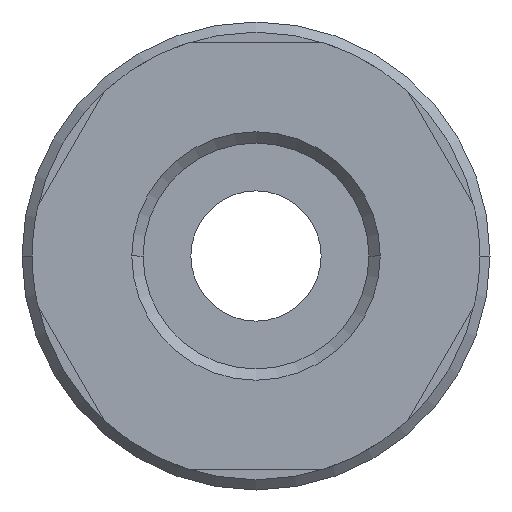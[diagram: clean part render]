
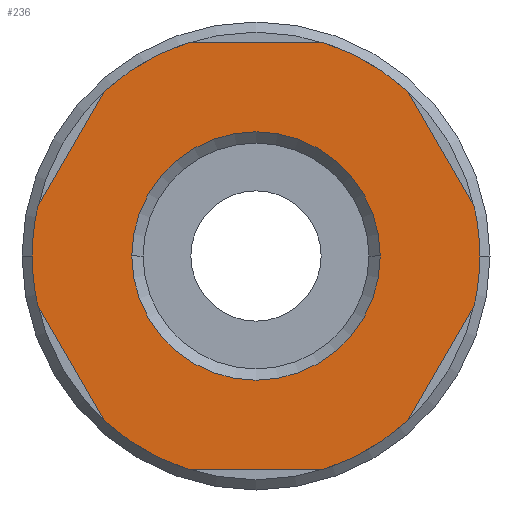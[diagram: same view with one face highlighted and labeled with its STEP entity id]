
A CAD part, front view. The second image highlights one B-rep face of the part: STEP entity #236.
In plain terms, the highlighted planar face has unit normal (0, -1, 0).
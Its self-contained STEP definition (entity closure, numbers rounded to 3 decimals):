
#236=ADVANCED_FACE('',(#522,#523),#524,.T.);
#522=FACE_BOUND('',#861,.T.);
#523=FACE_OUTER_BOUND('',#862,.T.);
#524=PLANE('',#863);
#861=EDGE_LOOP('',(#1465,#1466));
#862=EDGE_LOOP('',(#1467,#1468,#1469,#1470,#1471,#1472,#1473,#1474,#1475,#1476,#1477,#1478,#1479,#1480));
#863=AXIS2_PLACEMENT_3D('',#1481,#1482,#1483);
#1465=ORIENTED_EDGE('',*,*,#2137,.T.);
#1466=ORIENTED_EDGE('',*,*,#1914,.T.);
#1467=ORIENTED_EDGE('',*,*,#2138,.T.);
#1468=ORIENTED_EDGE('',*,*,#2064,.F.);
#1469=ORIENTED_EDGE('',*,*,#2041,.T.);
#1470=ORIENTED_EDGE('',*,*,#1970,.F.);
#1471=ORIENTED_EDGE('',*,*,#1917,.T.);
#1472=ORIENTED_EDGE('',*,*,#2139,.F.);
#1473=ORIENTED_EDGE('',*,*,#2140,.F.);
#1474=ORIENTED_EDGE('',*,*,#1992,.T.);
#1475=ORIENTED_EDGE('',*,*,#2047,.F.);
#1476=ORIENTED_EDGE('',*,*,#2141,.T.);
#1477=ORIENTED_EDGE('',*,*,#2142,.F.);
#1478=ORIENTED_EDGE('',*,*,#2143,.T.);
#1479=ORIENTED_EDGE('',*,*,#2102,.F.);
#1480=ORIENTED_EDGE('',*,*,#2114,.F.);
#1481=CARTESIAN_POINT('',(5.5,0.0,0.0));
#1482=DIRECTION('',(-0.0,-1.0,-0.0));
#1483=DIRECTION('',(-1.0,0.0,0.0));
#1914=EDGE_CURVE('',#2246,#2250,#2252,.T.);
#1917=EDGE_CURVE('',#2257,#2254,#2258,.T.);
#1970=EDGE_CURVE('',#2257,#2346,#2350,.T.);
#1992=EDGE_CURVE('',#2385,#2382,#2386,.T.);
#2041=EDGE_CURVE('',#2461,#2346,#2462,.T.);
#2047=EDGE_CURVE('',#2469,#2382,#2471,.T.);
#2064=EDGE_CURVE('',#2461,#2492,#2496,.T.);
#2102=EDGE_CURVE('',#2546,#2548,#2549,.T.);
#2114=EDGE_CURVE('',#2564,#2546,#2566,.T.);
#2137=EDGE_CURVE('',#2250,#2246,#2595,.T.);
#2138=EDGE_CURVE('',#2564,#2492,#2596,.T.);
#2139=EDGE_CURVE('',#2597,#2254,#2598,.T.);
#2140=EDGE_CURVE('',#2385,#2597,#2599,.T.);
#2141=EDGE_CURVE('',#2469,#2600,#2601,.T.);
#2142=EDGE_CURVE('',#2602,#2600,#2603,.T.);
#2143=EDGE_CURVE('',#2602,#2548,#2604,.T.);
#2246=VERTEX_POINT('',#2716);
#2250=VERTEX_POINT('',#2721);
#2252=CIRCLE('',#2724,6.105);
#2254=VERTEX_POINT('',#2726);
#2257=VERTEX_POINT('',#2730);
#2258=LINE('',#2731,#2732);
#2346=VERTEX_POINT('',#2892);
#2350=CIRCLE('',#2897,11.0);
#2382=VERTEX_POINT('',#3000);
#2385=VERTEX_POINT('',#3004);
#2386=LINE('',#3005,#3006);
#2461=VERTEX_POINT('',#3140);
#2462=LINE('',#3141,#3142);
#2469=VERTEX_POINT('',#3151);
#2471=CIRCLE('',#3154,11.0);
#2492=VERTEX_POINT('',#3188);
#2496=CIRCLE('',#3193,11.0);
#2546=VERTEX_POINT('',#3309);
#2548=VERTEX_POINT('',#3312);
#2549=CIRCLE('',#3313,11.0);
#2564=VERTEX_POINT('',#3331);
#2566=CIRCLE('',#3334,11.0);
#2595=CIRCLE('',#3380,6.105);
#2596=LINE('',#3381,#3382);
#2597=VERTEX_POINT('',#3383);
#2598=CIRCLE('',#3384,11.0);
#2599=CIRCLE('',#3385,11.0);
#2600=VERTEX_POINT('',#3386);
#2601=LINE('',#3387,#3388);
#2602=VERTEX_POINT('',#3389);
#2603=CIRCLE('',#3390,11.0);
#2604=LINE('',#3391,#3392);
#2716=CARTESIAN_POINT('',(6.105,0.0,0.));
#2721=CARTESIAN_POINT('',(-6.105,0.0,0.));
#2724=AXIS2_PLACEMENT_3D('',#3545,#3546,#3547);
#2726=CARTESIAN_POINT('',(10.733,0.0,-2.411));
#2730=CARTESIAN_POINT('',(7.454,0.0,-8.089));
#2731=CARTESIAN_POINT('',(9.781,0.0,-4.059));
#2732=VECTOR('',#3549,1.0);
#2892=CARTESIAN_POINT('',(3.279,0.0,-10.5));
#2897=AXIS2_PLACEMENT_3D('',#3622,#3623,#3624);
#3000=CARTESIAN_POINT('',(7.454,0.0,8.089));
#3004=CARTESIAN_POINT('',(10.733,0.0,2.411));
#3005=CARTESIAN_POINT('',(9.781,0.0,4.059));
#3006=VECTOR('',#3643,1.0);
#3140=CARTESIAN_POINT('',(-3.279,0.0,-10.5));
#3141=CARTESIAN_POINT('',(2.75,0.0,-10.5));
#3142=VECTOR('',#3716,1.0);
#3151=CARTESIAN_POINT('',(3.279,0.0,10.5));
#3154=AXIS2_PLACEMENT_3D('',#3723,#3724,#3725);
#3188=CARTESIAN_POINT('',(-7.454,0.0,-8.089));
#3193=AXIS2_PLACEMENT_3D('',#3753,#3754,#3755);
#3309=CARTESIAN_POINT('',(-11.0,0.0,0.));
#3312=CARTESIAN_POINT('',(-10.733,0.0,2.411));
#3313=AXIS2_PLACEMENT_3D('',#3795,#3796,#3797);
#3331=CARTESIAN_POINT('',(-10.733,0.0,-2.411));
#3334=AXIS2_PLACEMENT_3D('',#3814,#3815,#3816);
#3380=AXIS2_PLACEMENT_3D('',#3847,#3848,#3849);
#3381=CARTESIAN_POINT('',(-8.406,0.0,-6.441));
#3382=VECTOR('',#3850,1.0);
#3383=CARTESIAN_POINT('',(11.0,0.0,0.));
#3384=AXIS2_PLACEMENT_3D('',#3851,#3852,#3853);
#3385=AXIS2_PLACEMENT_3D('',#3854,#3855,#3856);
#3386=CARTESIAN_POINT('',(-3.279,0.0,10.5));
#3387=CARTESIAN_POINT('',(2.75,0.0,10.5));
#3388=VECTOR('',#3857,1.0);
#3389=CARTESIAN_POINT('',(-7.454,0.0,8.089));
#3390=AXIS2_PLACEMENT_3D('',#3858,#3859,#3860);
#3391=CARTESIAN_POINT('',(-8.406,0.0,6.441));
#3392=VECTOR('',#3861,1.0);
#3545=CARTESIAN_POINT('',(0.0,0.0,0.0));
#3546=DIRECTION('',(-0.0,1.0,0.0));
#3547=DIRECTION('',(1.0,0.0,0.0));
#3549=DIRECTION('',(0.5,-0.0,0.866));
#3622=CARTESIAN_POINT('',(0.0,0.0,0.0));
#3623=DIRECTION('',(-0.0,1.0,0.0));
#3624=DIRECTION('',(1.0,0.0,0.0));
#3643=DIRECTION('',(-0.5,0.0,0.866));
#3716=DIRECTION('',(1.0,-0.0,0.0));
#3723=CARTESIAN_POINT('',(0.0,0.0,0.0));
#3724=DIRECTION('',(-0.0,1.0,0.0));
#3725=DIRECTION('',(1.0,0.0,0.0));
#3753=CARTESIAN_POINT('',(0.0,0.0,0.0));
#3754=DIRECTION('',(-0.0,1.0,0.0));
#3755=DIRECTION('',(1.0,0.0,0.0));
#3795=CARTESIAN_POINT('',(0.0,0.0,0.0));
#3796=DIRECTION('',(-0.0,1.0,0.0));
#3797=DIRECTION('',(1.0,0.0,0.0));
#3814=CARTESIAN_POINT('',(0.0,0.0,0.0));
#3815=DIRECTION('',(-0.0,1.0,0.0));
#3816=DIRECTION('',(1.0,0.0,0.0));
#3847=CARTESIAN_POINT('',(0.0,0.0,0.0));
#3848=DIRECTION('',(-0.0,1.0,0.0));
#3849=DIRECTION('',(1.0,0.0,0.0));
#3850=DIRECTION('',(0.5,0.0,-0.866));
#3851=CARTESIAN_POINT('',(0.0,0.0,0.0));
#3852=DIRECTION('',(-0.0,1.0,0.0));
#3853=DIRECTION('',(1.0,0.0,0.0));
#3854=CARTESIAN_POINT('',(0.0,0.0,0.0));
#3855=DIRECTION('',(-0.0,1.0,0.0));
#3856=DIRECTION('',(1.0,0.0,0.0));
#3857=DIRECTION('',(-1.0,0.0,0.));
#3858=CARTESIAN_POINT('',(0.0,0.0,0.0));
#3859=DIRECTION('',(-0.0,1.0,0.0));
#3860=DIRECTION('',(1.0,0.0,0.0));
#3861=DIRECTION('',(-0.5,0.0,-0.866));
